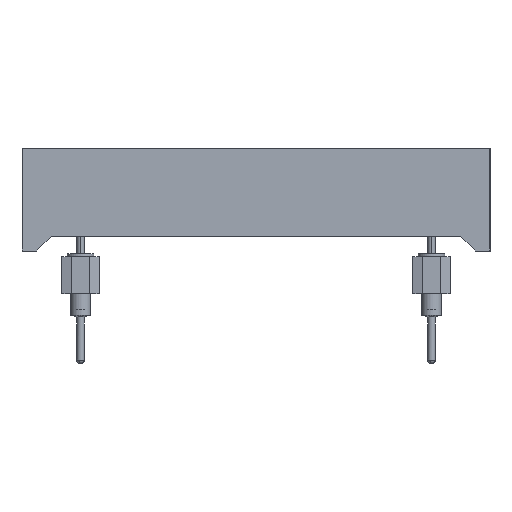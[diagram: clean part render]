
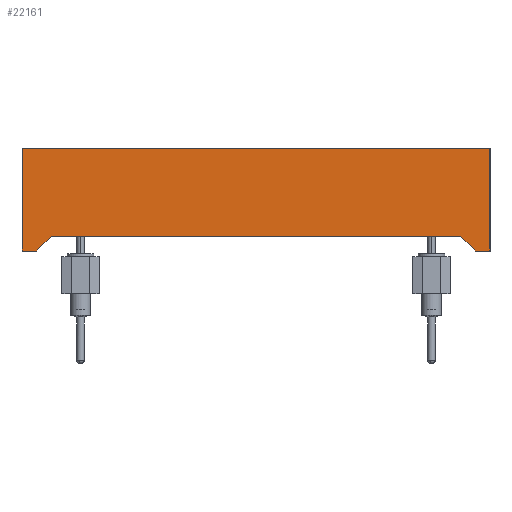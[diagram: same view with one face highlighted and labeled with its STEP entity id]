
A CAD part, left-side view. The second image highlights one B-rep face of the part: STEP entity #22161.
In plain terms, the highlighted planar face has unit normal (-1, 0, 0).
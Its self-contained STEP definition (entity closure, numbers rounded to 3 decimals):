
#281 = EDGE_CURVE ( 'NONE', #20777, #17842, #14341, .T. ) ;
#418 = VECTOR ( 'NONE', #4862, 1000. ) ;
#686 = AXIS2_PLACEMENT_3D ( 'NONE', #12741, #16058, #7517 ) ;
#1256 = VERTEX_POINT ( 'NONE', #17203 ) ;
#1630 = CARTESIAN_POINT ( 'NONE',  ( -16., -16., 7. ) ) ;
#1817 = LINE ( 'NONE', #16001, #21228 ) ;
#1937 = ORIENTED_EDGE ( 'NONE', *, *, #14711, .T. ) ;
#2021 = EDGE_CURVE ( 'NONE', #12968, #22187, #2294, .T. ) ;
#2079 = EDGE_CURVE ( 'NONE', #3005, #20777, #12789, .T. ) ;
#2294 = LINE ( 'NONE', #18401, #19823 ) ;
#2507 = CARTESIAN_POINT ( 'NONE',  ( -16., 15., 0. ) ) ;
#3005 = VERTEX_POINT ( 'NONE', #9036 ) ;
#4026 = EDGE_CURVE ( 'NONE', #22187, #13369, #12919, .T. ) ;
#4650 = DIRECTION ( 'NONE',  ( 0., -1., 0. ) ) ;
#4862 = DIRECTION ( 'NONE',  ( 0., -0.707, -0.707 ) ) ;
#5229 = LINE ( 'NONE', #15349, #418 ) ;
#6063 = EDGE_CURVE ( 'NONE', #3005, #12968, #10874, .T. ) ;
#6263 = VECTOR ( 'NONE', #18814, 1000. ) ;
#6264 = ORIENTED_EDGE ( 'NONE', *, *, #6063, .T. ) ;
#7044 = EDGE_LOOP ( 'NONE', ( #19148, #1937, #12144, #8438, #17652, #6264, #11728, #7403 ) ) ;
#7403 = ORIENTED_EDGE ( 'NONE', *, *, #4026, .T. ) ;
#7517 = DIRECTION ( 'NONE',  ( 0., 1., 0. ) ) ;
#8438 = ORIENTED_EDGE ( 'NONE', *, *, #281, .F. ) ;
#8874 = CARTESIAN_POINT ( 'NONE',  ( -16., 14., 1. ) ) ;
#9036 = CARTESIAN_POINT ( 'NONE',  ( -16., 16., 7. ) ) ;
#9078 = DIRECTION ( 'NONE',  ( 0., -0.707, 0.707 ) ) ;
#9792 = DIRECTION ( 'NONE',  ( 0., -1., 0. ) ) ;
#9927 = DIRECTION ( 'NONE',  ( 0., -1., 0. ) ) ;
#10541 = CARTESIAN_POINT ( 'NONE',  ( -16., -16., 0. ) ) ;
#10874 = LINE ( 'NONE', #15223, #18451 ) ;
#11327 = FACE_OUTER_BOUND ( 'NONE', #7044, .T. ) ;
#11728 = ORIENTED_EDGE ( 'NONE', *, *, #2021, .T. ) ;
#12144 = ORIENTED_EDGE ( 'NONE', *, *, #19988, .T. ) ;
#12741 = CARTESIAN_POINT ( 'NONE',  ( -16., 16., 7. ) ) ;
#12789 = LINE ( 'NONE', #14922, #20359 ) ;
#12919 = LINE ( 'NONE', #17600, #22129 ) ;
#12968 = VERTEX_POINT ( 'NONE', #14296 ) ;
#13015 = VECTOR ( 'NONE', #9927, 1000. ) ;
#13369 = VERTEX_POINT ( 'NONE', #8874 ) ;
#14032 = PLANE ( 'NONE',  #686 ) ;
#14296 = CARTESIAN_POINT ( 'NONE',  ( -16., 16., 0. ) ) ;
#14341 = LINE ( 'NONE', #1630, #6263 ) ;
#14711 = EDGE_CURVE ( 'NONE', #1256, #20816, #5229, .T. ) ;
#14833 = CARTESIAN_POINT ( 'NONE',  ( -16., 14., 1. ) ) ;
#14922 = CARTESIAN_POINT ( 'NONE',  ( -16., 16., 7. ) ) ;
#15223 = CARTESIAN_POINT ( 'NONE',  ( -16., 16., 7. ) ) ;
#15349 = CARTESIAN_POINT ( 'NONE',  ( -16., -15., 0. ) ) ;
#16001 = CARTESIAN_POINT ( 'NONE',  ( -16., 16., 0. ) ) ;
#16058 = DIRECTION ( 'NONE',  ( 1., 0., 0. ) ) ;
#17203 = CARTESIAN_POINT ( 'NONE',  ( -16., -14., 1. ) ) ;
#17600 = CARTESIAN_POINT ( 'NONE',  ( -16., 15., 0. ) ) ;
#17652 = ORIENTED_EDGE ( 'NONE', *, *, #2079, .F. ) ;
#17842 = VERTEX_POINT ( 'NONE', #10541 ) ;
#18401 = CARTESIAN_POINT ( 'NONE',  ( -16., 16., 0. ) ) ;
#18451 = VECTOR ( 'NONE', #19254, 1000. ) ;
#18485 = CARTESIAN_POINT ( 'NONE',  ( -16., -16., 7. ) ) ;
#18814 = DIRECTION ( 'NONE',  ( 0., 0., -1. ) ) ;
#19148 = ORIENTED_EDGE ( 'NONE', *, *, #21229, .T. ) ;
#19254 = DIRECTION ( 'NONE',  ( 0., 0., -1. ) ) ;
#19361 = DIRECTION ( 'NONE',  ( 0., -1., 0. ) ) ;
#19823 = VECTOR ( 'NONE', #9792, 1000. ) ;
#19988 = EDGE_CURVE ( 'NONE', #20816, #17842, #1817, .T. ) ;
#20359 = VECTOR ( 'NONE', #4650, 1000. ) ;
#20510 = CARTESIAN_POINT ( 'NONE',  ( -16., -15., 0. ) ) ;
#20777 = VERTEX_POINT ( 'NONE', #18485 ) ;
#20816 = VERTEX_POINT ( 'NONE', #20510 ) ;
#21228 = VECTOR ( 'NONE', #19361, 1000. ) ;
#21229 = EDGE_CURVE ( 'NONE', #13369, #1256, #21406, .T. ) ;
#21406 = LINE ( 'NONE', #14833, #13015 ) ;
#22129 = VECTOR ( 'NONE', #9078, 1000. ) ;
#22161 = ADVANCED_FACE ( 'NONE', ( #11327 ), #14032, .F. ) ;
#22187 = VERTEX_POINT ( 'NONE', #2507 ) ;
